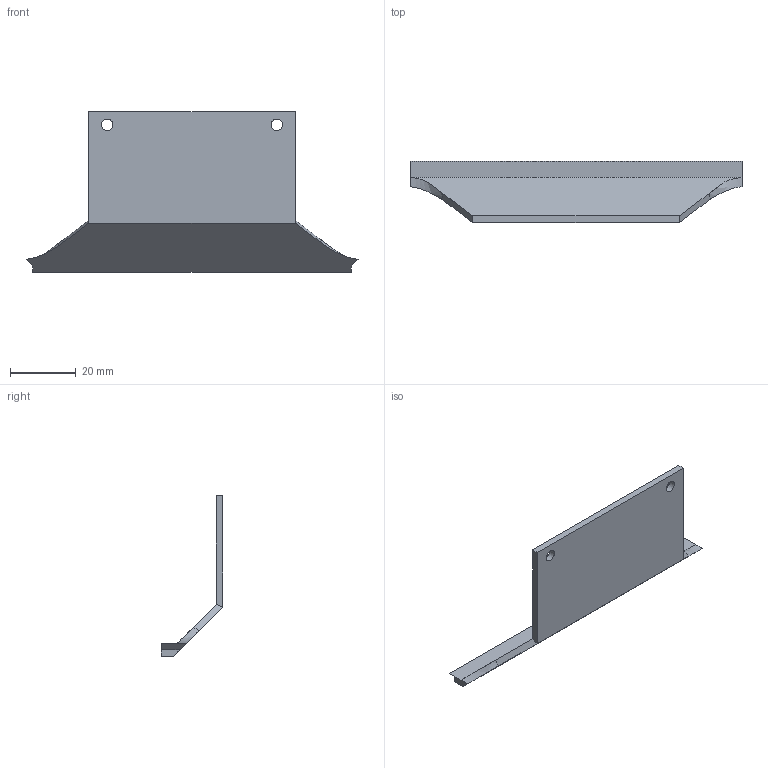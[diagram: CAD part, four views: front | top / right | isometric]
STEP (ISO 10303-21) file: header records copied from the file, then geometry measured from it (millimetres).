
FILE_DESCRIPTION(/* description */ (''),/* implementation_level */ '2;1');
FILE_NAME(/* name */ 'ADM_BUMPER.stp',/* time_stamp */ '2024-10-18T18:05:43-05:00',/* author */ ('yulio'),/* organization */ (''),/* preprocessor_version */ 'ST-DEVELOPER v20',/* originating_system */ 'Autodesk Inventor 2024',/* authorisation */ '');
FILE_SCHEMA (('AUTOMOTIVE_DESIGN { 1 0 10303 214 3 1 1 }'));
Length unit declared in the file: millimetre
Products named in the file (1): Parachoques
Bounding box: 101 x 18.62 x 48.89 mm (x, y, z)
Volume: 8944.8 mm3; surface area: 8970.6 mm2
Topology: 1 solids, 1 shells, 22 faces, 54 edges, 34 vertices
Faces by surface type: plane 18, bspline 2, cylinder 2
Full cylindrical faces by diameter (mm): 3.5 x2
Entity records: 1292 total; most frequent: CARTESIAN_POINT 736, ORIENTED_EDGE 108, DIRECTION 94, EDGE_CURVE 54, LINE 44, VECTOR 44, VERTEX_POINT 34, EDGE_LOOP 26
